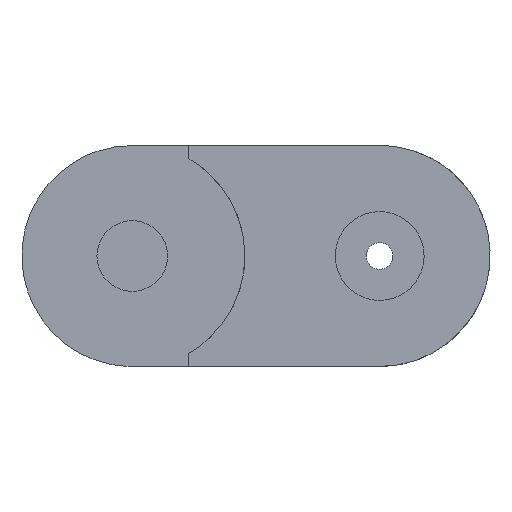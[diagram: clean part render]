
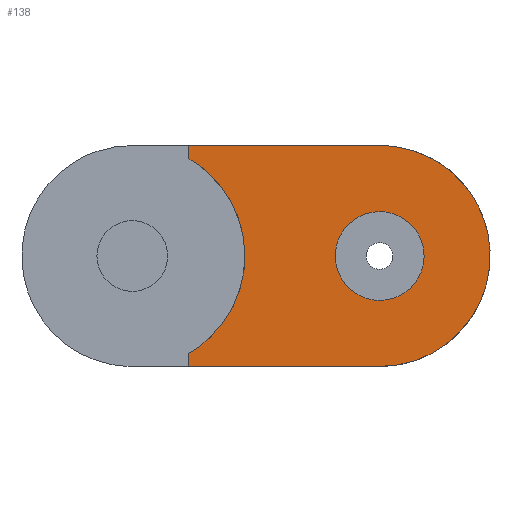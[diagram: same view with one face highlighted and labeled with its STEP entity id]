
A CAD part, front view. The second image highlights one B-rep face of the part: STEP entity #138.
In plain terms, the highlighted planar face has unit normal (0, -1, 0).
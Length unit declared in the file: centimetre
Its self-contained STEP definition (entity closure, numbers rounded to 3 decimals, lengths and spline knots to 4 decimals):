
#68=FACE_BOUND('',#468,.T.);
#138=ADVANCED_FACE('',(#297,#68),#2628,.T.);
#297=FACE_OUTER_BOUND('',#467,.T.);
#467=EDGE_LOOP('',(#881,#882,#883,#884,#885,#886));
#468=EDGE_LOOP('',(#887,#888));
#881=ORIENTED_EDGE('',*,*,#1585,.T.);
#882=ORIENTED_EDGE('',*,*,#1584,.T.);
#883=ORIENTED_EDGE('',*,*,#1586,.T.);
#884=ORIENTED_EDGE('',*,*,#1587,.T.);
#885=ORIENTED_EDGE('',*,*,#1554,.T.);
#886=ORIENTED_EDGE('',*,*,#1556,.T.);
#887=ORIENTED_EDGE('',*,*,#1620,.F.);
#888=ORIENTED_EDGE('',*,*,#1607,.F.);
#1554=EDGE_CURVE('',#2340,#2341,#1891,.T.);
#1556=EDGE_CURVE('',#2341,#2360,#1893,.T.);
#1584=EDGE_CURVE('',#2362,#2363,#1908,.T.);
#1585=EDGE_CURVE('',#2360,#2362,#2123,.T.);
#1586=EDGE_CURVE('',#2363,#2357,#2124,.T.);
#1587=EDGE_CURVE('',#2357,#2340,#1909,.T.);
#1607=EDGE_CURVE('',#2379,#2384,#1915,.T.);
#1620=EDGE_CURVE('',#2384,#2379,#1925,.T.);
#1891=(
BOUNDED_CURVE()
B_SPLINE_CURVE(2,(#3777,#3778,#3779,#3780,#3781,#3782,#3783),
 .UNSPECIFIED.,.F.,.F.)
B_SPLINE_CURVE_WITH_KNOTS((3,2,2,3),(0.8718,2.3987,
6.3257,8.7258),.UNSPECIFIED.)
CURVE()
GEOMETRIC_REPRESENTATION_ITEM()
RATIONAL_B_SPLINE_CURVE((1.,0.958,1.007,0.712,
1.007,0.888,1.))
REPRESENTATION_ITEM('')
);
#1893=(
BOUNDED_CURVE()
B_SPLINE_CURVE(2,(#3786,#3787,#3788),.UNSPECIFIED.,.F.,.F.)
B_SPLINE_CURVE_WITH_KNOTS((3,3),(8.7258,13.0422),
 .UNSPECIFIED.)
CURVE()
GEOMETRIC_REPRESENTATION_ITEM()
RATIONAL_B_SPLINE_CURVE((1.,1.,1.))
REPRESENTATION_ITEM('')
);
#1908=(
BOUNDED_CURVE()
B_SPLINE_CURVE(2,(#3867,#3868,#3869,#3870,#3871),.UNSPECIFIED.,.F.,.F.)
B_SPLINE_CURVE_WITH_KNOTS((3,2,3),(-17.2633,-14.6029,
-11.9424),.UNSPECIFIED.)
CURVE()
GEOMETRIC_REPRESENTATION_ITEM()
RATIONAL_B_SPLINE_CURVE((1.,0.867,1.,0.867,1.))
REPRESENTATION_ITEM('')
);
#1909=(
BOUNDED_CURVE()
B_SPLINE_CURVE(2,(#3876,#3877,#3878),.UNSPECIFIED.,.F.,.F.)
B_SPLINE_CURVE_WITH_KNOTS((3,3),(-3.4447,0.8718),
 .UNSPECIFIED.)
CURVE()
GEOMETRIC_REPRESENTATION_ITEM()
RATIONAL_B_SPLINE_CURVE((1.,1.,1.))
REPRESENTATION_ITEM('')
);
#1915=(
BOUNDED_CURVE()
B_SPLINE_CURVE(2,(#3929,#3930,#3931,#3932,#3933),.UNSPECIFIED.,.F.,.F.)
B_SPLINE_CURVE_WITH_KNOTS((3,2,3),(0.,1.5787,3.1573),
 .UNSPECIFIED.)
CURVE()
GEOMETRIC_REPRESENTATION_ITEM()
RATIONAL_B_SPLINE_CURVE((1.,0.707,1.,0.707,1.))
REPRESENTATION_ITEM('')
);
#1925=(
BOUNDED_CURVE()
B_SPLINE_CURVE(2,(#3979,#3980,#3981,#3982,#3983),.UNSPECIFIED.,.F.,.F.)
B_SPLINE_CURVE_WITH_KNOTS((3,2,3),(3.1573,4.736,6.3146),
 .UNSPECIFIED.)
CURVE()
GEOMETRIC_REPRESENTATION_ITEM()
RATIONAL_B_SPLINE_CURVE((1.,0.707,1.,0.707,1.))
REPRESENTATION_ITEM('')
);
#2123=B_SPLINE_CURVE_WITH_KNOTS('',1,(#3872,#3873),.UNSPECIFIED.,.F.,.F.,
(2,2),(-0.3575,-0.0609),.UNSPECIFIED.);
#2124=B_SPLINE_CURVE_WITH_KNOTS('',1,(#3874,#3875),.UNSPECIFIED.,.F.,.F.,
(2,2),(4.3459,4.6425),.UNSPECIFIED.);
#2340=VERTEX_POINT('',#3645);
#2341=VERTEX_POINT('',#3646);
#2357=VERTEX_POINT('',#3662);
#2360=VERTEX_POINT('',#3665);
#2362=VERTEX_POINT('',#3667);
#2363=VERTEX_POINT('',#3668);
#2379=VERTEX_POINT('',#3684);
#2384=VERTEX_POINT('',#3689);
#2628=PLANE('',#2743);
#2743=AXIS2_PLACEMENT_3D('',#3474,#2841,$);
#2841=DIRECTION('',(0.,-1.,0.));
#3474=CARTESIAN_POINT('',(6.8047,-5.7789,5.4481));
#3645=CARTESIAN_POINT('',(2.9797,-5.7789,-0.1769));
#3646=CARTESIAN_POINT('',(2.9797,-5.7789,4.8231));
#3662=CARTESIAN_POINT('',(-1.3368,-5.7789,-0.1769));
#3665=CARTESIAN_POINT('',(-1.3368,-5.7789,4.8231));
#3667=CARTESIAN_POINT('',(-1.3368,-5.7789,4.5265));
#3668=CARTESIAN_POINT('',(-1.3368,-5.7789,0.1197));
#3684=CARTESIAN_POINT('',(3.9846,-5.7789,2.3176));
#3689=CARTESIAN_POINT('',(1.9747,-5.7789,2.3286));
#3777=CARTESIAN_POINT('',(2.9797,-5.7789,-0.1769));
#3778=CARTESIAN_POINT('',(3.7554,-5.7789,-0.1769));
#3779=CARTESIAN_POINT('',(4.3948,-5.7789,0.2622));
#3780=CARTESIAN_POINT('',(6.4557,-5.7789,1.6774));
#3781=CARTESIAN_POINT('',(5.0405,-5.7789,3.7383));
#3782=CARTESIAN_POINT('',(4.2956,-5.7789,4.8231));
#3783=CARTESIAN_POINT('',(2.9797,-5.7789,4.8231));
#3786=CARTESIAN_POINT('',(2.9797,-5.7789,4.8231));
#3787=CARTESIAN_POINT('',(0.8214,-5.7789,4.8231));
#3788=CARTESIAN_POINT('',(-1.3368,-5.7789,4.8231));
#3867=CARTESIAN_POINT('',(-1.3368,-5.7789,4.5265));
#3868=CARTESIAN_POINT('',(-0.0703,-5.7789,3.7888));
#3869=CARTESIAN_POINT('',(-0.0703,-5.7789,2.3231));
#3870=CARTESIAN_POINT('',(-0.0703,-5.7789,0.8574));
#3871=CARTESIAN_POINT('',(-1.3368,-5.7789,0.1197));
#3872=CARTESIAN_POINT('',(-1.3368,-5.7789,4.8231));
#3873=CARTESIAN_POINT('',(-1.3368,-5.7789,4.5265));
#3874=CARTESIAN_POINT('',(-1.3368,-5.7789,0.1197));
#3875=CARTESIAN_POINT('',(-1.3368,-5.7789,-0.1769));
#3876=CARTESIAN_POINT('',(-1.3368,-5.7789,-0.1769));
#3877=CARTESIAN_POINT('',(0.8214,-5.7789,-0.1769));
#3878=CARTESIAN_POINT('',(2.9797,-5.7789,-0.1769));
#3929=CARTESIAN_POINT('',(3.9846,-5.7789,2.3176));
#3930=CARTESIAN_POINT('',(3.9902,-5.7789,3.3226));
#3931=CARTESIAN_POINT('',(2.9852,-5.7789,3.3281));
#3932=CARTESIAN_POINT('',(1.9802,-5.7789,3.3336));
#3933=CARTESIAN_POINT('',(1.9747,-5.7789,2.3286));
#3979=CARTESIAN_POINT('',(1.9747,-5.7789,2.3286));
#3980=CARTESIAN_POINT('',(1.9691,-5.7789,1.3236));
#3981=CARTESIAN_POINT('',(2.9741,-5.7789,1.3181));
#3982=CARTESIAN_POINT('',(3.9791,-5.7789,1.3126));
#3983=CARTESIAN_POINT('',(3.9846,-5.7789,2.3176));
